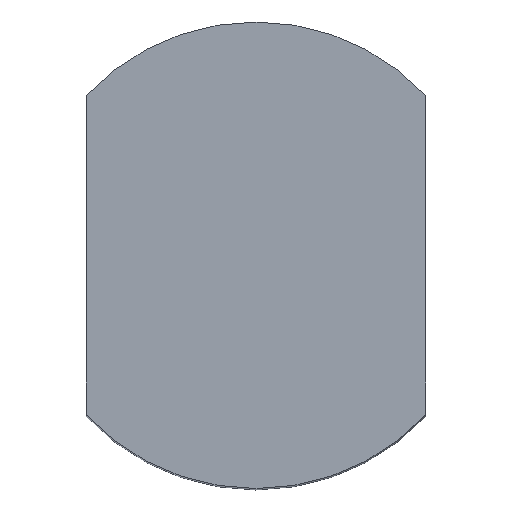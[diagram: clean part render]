
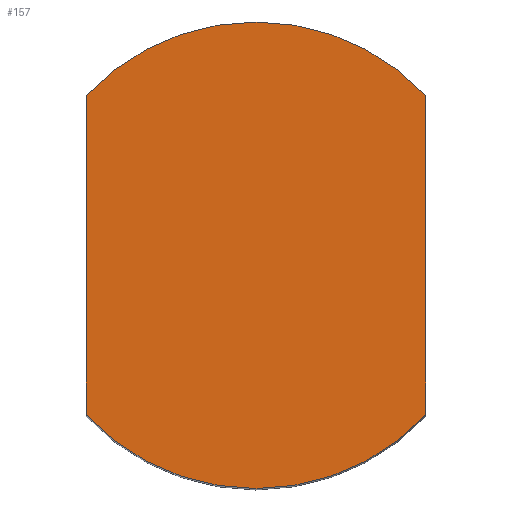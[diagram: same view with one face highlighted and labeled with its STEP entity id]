
A CAD part, top view. The second image highlights one B-rep face of the part: STEP entity #157.
In plain terms, the highlighted planar face has unit normal (0, 0, 1).
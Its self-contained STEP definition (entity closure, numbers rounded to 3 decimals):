
#24 = VERTEX_POINT('',#25);
#25 = CARTESIAN_POINT('',(-2.55,-2.397,12.5));
#31 = EDGE_CURVE('',#24,#32,#34,.T.);
#32 = VERTEX_POINT('',#33);
#33 = CARTESIAN_POINT('',(2.55,-2.397,12.5));
#34 = CIRCLE('',#35,3.5);
#35 = AXIS2_PLACEMENT_3D('',#36,#37,#38);
#36 = CARTESIAN_POINT('',(0.,0.,12.5));
#37 = DIRECTION('',(0.,0.,1.));
#38 = DIRECTION('',(1.,0.,0.));
#64 = EDGE_CURVE('',#32,#65,#67,.T.);
#65 = VERTEX_POINT('',#66);
#66 = CARTESIAN_POINT('',(2.55,2.397,12.5));
#67 = LINE('',#68,#69);
#68 = CARTESIAN_POINT('',(2.55,-2.397,12.5));
#69 = VECTOR('',#70,1.);
#70 = DIRECTION('',(0.,1.,0.));
#95 = EDGE_CURVE('',#65,#96,#98,.T.);
#96 = VERTEX_POINT('',#97);
#97 = CARTESIAN_POINT('',(-2.55,2.397,12.5));
#98 = CIRCLE('',#99,3.5);
#99 = AXIS2_PLACEMENT_3D('',#100,#101,#102);
#100 = CARTESIAN_POINT('',(0.,0.,12.5));
#101 = DIRECTION('',(0.,0.,1.));
#102 = DIRECTION('',(1.,0.,0.));
#128 = EDGE_CURVE('',#96,#24,#129,.T.);
#129 = LINE('',#130,#131);
#130 = CARTESIAN_POINT('',(-2.55,2.397,12.5));
#131 = VECTOR('',#132,1.);
#132 = DIRECTION('',(0.,-1.,0.));
#157 = ADVANCED_FACE('',(#158),#164,.T.);
#158 = FACE_BOUND('',#159,.T.);
#159 = EDGE_LOOP('',(#160,#161,#162,#163));
#160 = ORIENTED_EDGE('',*,*,#31,.T.);
#161 = ORIENTED_EDGE('',*,*,#64,.T.);
#162 = ORIENTED_EDGE('',*,*,#95,.T.);
#163 = ORIENTED_EDGE('',*,*,#128,.T.);
#164 = PLANE('',#165);
#165 = AXIS2_PLACEMENT_3D('',#166,#167,#168);
#166 = CARTESIAN_POINT('',(0.,0.,12.5));
#167 = DIRECTION('',(0.,0.,1.));
#168 = DIRECTION('',(1.,0.,0.));
